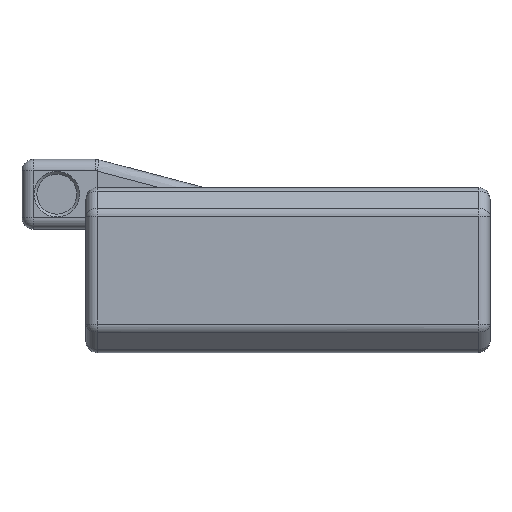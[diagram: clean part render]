
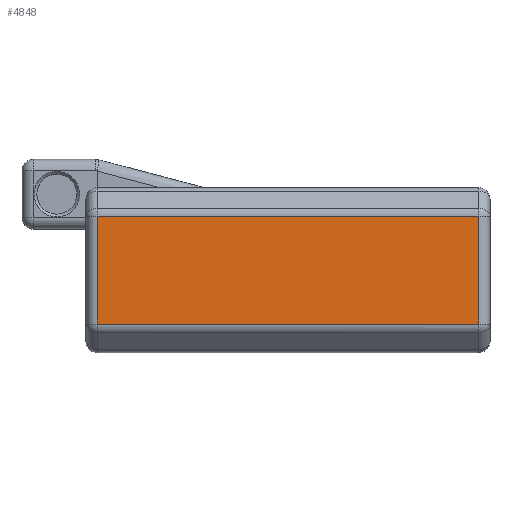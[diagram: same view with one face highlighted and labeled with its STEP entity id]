
A CAD part, top view. The second image highlights one B-rep face of the part: STEP entity #4848.
In plain terms, the highlighted planar face has unit normal (0, 0, 1).
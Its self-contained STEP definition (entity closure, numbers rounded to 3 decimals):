
#608 = CYLINDRICAL_SURFACE('',#609,2.);
#609 = AXIS2_PLACEMENT_3D('',#610,#611,#612);
#610 = CARTESIAN_POINT('',(-4.2,-2.85,6.7));
#611 = DIRECTION('',(0.,1.,0.));
#612 = DIRECTION('',(0.,0.,-1.));
#1693 = VERTEX_POINT('',#1694);
#1694 = CARTESIAN_POINT('',(-4.2,0.15,8.7));
#1732 = EDGE_CURVE('',#1693,#1733,#1735,.T.);
#1733 = VERTEX_POINT('',#1734);
#1734 = CARTESIAN_POINT('',(-4.2,19.05,8.7));
#1735 = SURFACE_CURVE('',#1736,(#1740,#1747),.PCURVE_S1.);
#1736 = LINE('',#1737,#1738);
#1737 = CARTESIAN_POINT('',(-4.2,-2.85,8.7));
#1738 = VECTOR('',#1739,1.);
#1739 = DIRECTION('',(0.,1.,0.));
#1740 = PCURVE('',#608,#1741);
#1741 = DEFINITIONAL_REPRESENTATION('',(#1742),#1746);
#1742 = LINE('',#1743,#1744);
#1743 = CARTESIAN_POINT('',(3.142,0.));
#1744 = VECTOR('',#1745,1.);
#1745 = DIRECTION('',(0.,1.));
#1746 = ( GEOMETRIC_REPRESENTATION_CONTEXT(2) 
PARAMETRIC_REPRESENTATION_CONTEXT() REPRESENTATION_CONTEXT('2D SPACE',''
  ) );
#1747 = PCURVE('',#1748,#1753);
#1748 = PLANE('',#1749);
#1749 = AXIS2_PLACEMENT_3D('',#1750,#1751,#1752);
#1750 = CARTESIAN_POINT('',(-4.2,-2.85,8.7));
#1751 = DIRECTION('',(0.,0.,1.));
#1752 = DIRECTION('',(0.,1.,0.));
#1753 = DEFINITIONAL_REPRESENTATION('',(#1754),#1758);
#1754 = LINE('',#1755,#1756);
#1755 = CARTESIAN_POINT('',(0.,0.));
#1756 = VECTOR('',#1757,1.);
#1757 = DIRECTION('',(1.,0.));
#1758 = ( GEOMETRIC_REPRESENTATION_CONTEXT(2) 
PARAMETRIC_REPRESENTATION_CONTEXT() REPRESENTATION_CONTEXT('2D SPACE',''
  ) );
#4371 = CYLINDRICAL_SURFACE('',#4372,2.);
#4372 = AXIS2_PLACEMENT_3D('',#4373,#4374,#4375);
#4373 = CARTESIAN_POINT('',(62.62,-2.85,6.7));
#4374 = DIRECTION('',(0.,1.,0.));
#4375 = DIRECTION('',(0.,0.,-1.));
#4766 = CYLINDRICAL_SURFACE('',#4767,2.);
#4767 = AXIS2_PLACEMENT_3D('',#4768,#4769,#4770);
#4768 = CARTESIAN_POINT('',(-4.2,19.05,6.7));
#4769 = DIRECTION('',(1.,0.,0.));
#4770 = DIRECTION('',(0.,-1.,0.));
#4848 = ADVANCED_FACE('',(#4849),#1748,.T.);
#4849 = FACE_BOUND('',#4850,.T.);
#4850 = EDGE_LOOP('',(#4851,#4852,#4880,#4903));
#4851 = ORIENTED_EDGE('',*,*,#1732,.F.);
#4852 = ORIENTED_EDGE('',*,*,#4853,.T.);
#4853 = EDGE_CURVE('',#1693,#4854,#4856,.T.);
#4854 = VERTEX_POINT('',#4855);
#4855 = CARTESIAN_POINT('',(62.62,0.15,8.7));
#4856 = SURFACE_CURVE('',#4857,(#4861,#4868),.PCURVE_S1.);
#4857 = LINE('',#4858,#4859);
#4858 = CARTESIAN_POINT('',(-4.2,0.15,8.7));
#4859 = VECTOR('',#4860,1.);
#4860 = DIRECTION('',(1.,0.,0.));
#4861 = PCURVE('',#1748,#4862);
#4862 = DEFINITIONAL_REPRESENTATION('',(#4863),#4867);
#4863 = LINE('',#4864,#4865);
#4864 = CARTESIAN_POINT('',(3.,0.));
#4865 = VECTOR('',#4866,1.);
#4866 = DIRECTION('',(0.,-1.));
#4867 = ( GEOMETRIC_REPRESENTATION_CONTEXT(2) 
PARAMETRIC_REPRESENTATION_CONTEXT() REPRESENTATION_CONTEXT('2D SPACE',''
  ) );
#4868 = PCURVE('',#4869,#4874);
#4869 = CYLINDRICAL_SURFACE('',#4870,2.);
#4870 = AXIS2_PLACEMENT_3D('',#4871,#4872,#4873);
#4871 = CARTESIAN_POINT('',(-4.2,0.15,6.7));
#4872 = DIRECTION('',(1.,0.,0.));
#4873 = DIRECTION('',(0.,-0.707,-0.707
    ));
#4874 = DEFINITIONAL_REPRESENTATION('',(#4875),#4879);
#4875 = LINE('',#4876,#4877);
#4876 = CARTESIAN_POINT('',(-2.356,-0.));
#4877 = VECTOR('',#4878,1.);
#4878 = DIRECTION('',(0.,1.));
#4879 = ( GEOMETRIC_REPRESENTATION_CONTEXT(2) 
PARAMETRIC_REPRESENTATION_CONTEXT() REPRESENTATION_CONTEXT('2D SPACE',''
  ) );
#4880 = ORIENTED_EDGE('',*,*,#4881,.T.);
#4881 = EDGE_CURVE('',#4854,#4882,#4884,.T.);
#4882 = VERTEX_POINT('',#4883);
#4883 = CARTESIAN_POINT('',(62.62,19.05,8.7));
#4884 = SURFACE_CURVE('',#4885,(#4889,#4896),.PCURVE_S1.);
#4885 = LINE('',#4886,#4887);
#4886 = CARTESIAN_POINT('',(62.62,-2.85,8.7));
#4887 = VECTOR('',#4888,1.);
#4888 = DIRECTION('',(0.,1.,0.));
#4889 = PCURVE('',#1748,#4890);
#4890 = DEFINITIONAL_REPRESENTATION('',(#4891),#4895);
#4891 = LINE('',#4892,#4893);
#4892 = CARTESIAN_POINT('',(0.,-66.82));
#4893 = VECTOR('',#4894,1.);
#4894 = DIRECTION('',(1.,0.));
#4895 = ( GEOMETRIC_REPRESENTATION_CONTEXT(2) 
PARAMETRIC_REPRESENTATION_CONTEXT() REPRESENTATION_CONTEXT('2D SPACE',''
  ) );
#4896 = PCURVE('',#4371,#4897);
#4897 = DEFINITIONAL_REPRESENTATION('',(#4898),#4902);
#4898 = LINE('',#4899,#4900);
#4899 = CARTESIAN_POINT('',(-3.142,0.));
#4900 = VECTOR('',#4901,1.);
#4901 = DIRECTION('',(-0.,1.));
#4902 = ( GEOMETRIC_REPRESENTATION_CONTEXT(2) 
PARAMETRIC_REPRESENTATION_CONTEXT() REPRESENTATION_CONTEXT('2D SPACE',''
  ) );
#4903 = ORIENTED_EDGE('',*,*,#4904,.F.);
#4904 = EDGE_CURVE('',#1733,#4882,#4905,.T.);
#4905 = SURFACE_CURVE('',#4906,(#4910,#4917),.PCURVE_S1.);
#4906 = LINE('',#4907,#4908);
#4907 = CARTESIAN_POINT('',(-4.2,19.05,8.7));
#4908 = VECTOR('',#4909,1.);
#4909 = DIRECTION('',(1.,0.,0.));
#4910 = PCURVE('',#1748,#4911);
#4911 = DEFINITIONAL_REPRESENTATION('',(#4912),#4916);
#4912 = LINE('',#4913,#4914);
#4913 = CARTESIAN_POINT('',(21.9,0.));
#4914 = VECTOR('',#4915,1.);
#4915 = DIRECTION('',(0.,-1.));
#4916 = ( GEOMETRIC_REPRESENTATION_CONTEXT(2) 
PARAMETRIC_REPRESENTATION_CONTEXT() REPRESENTATION_CONTEXT('2D SPACE',''
  ) );
#4917 = PCURVE('',#4766,#4918);
#4918 = DEFINITIONAL_REPRESENTATION('',(#4919),#4923);
#4919 = LINE('',#4920,#4921);
#4920 = CARTESIAN_POINT('',(-1.571,0.));
#4921 = VECTOR('',#4922,1.);
#4922 = DIRECTION('',(-0.,1.));
#4923 = ( GEOMETRIC_REPRESENTATION_CONTEXT(2) 
PARAMETRIC_REPRESENTATION_CONTEXT() REPRESENTATION_CONTEXT('2D SPACE',''
  ) );
